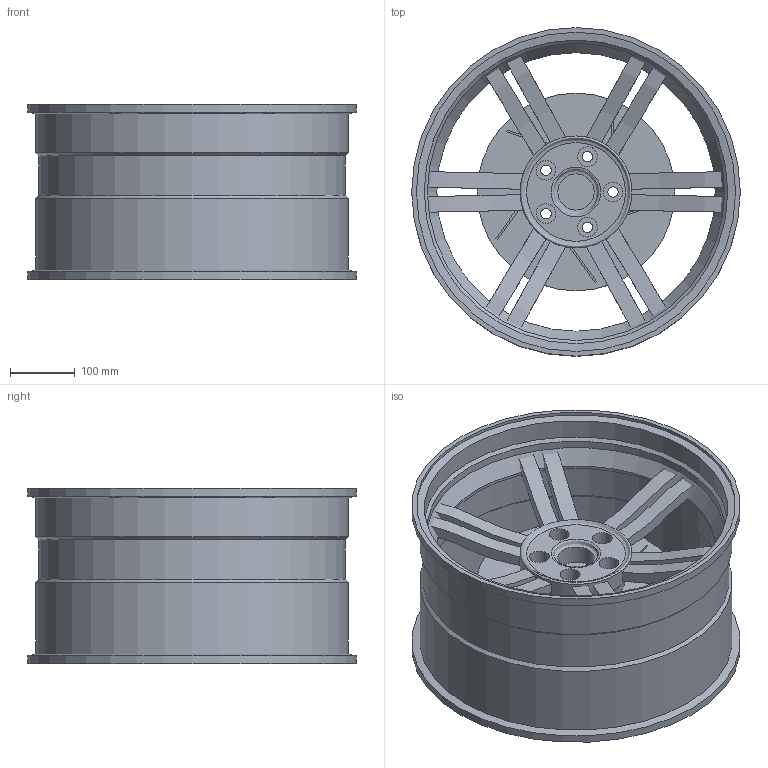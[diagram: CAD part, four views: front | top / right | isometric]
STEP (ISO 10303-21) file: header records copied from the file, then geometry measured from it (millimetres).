
FILE_DESCRIPTION((('zoo.dev export')), '2;1');
FILE_NAME('dump.step', '1970-01-01T00:00:00.0+00:00', ('Author unknown'), ('Organization unknown'), 'zoo.dev beta', 'zoo.dev', 'Authorization unknown');
FILE_SCHEMA(('AP203_CONFIGURATION_CONTROLLED_3D_DESIGN_OF_MECHANICAL_PARTS_AND_ASSEMBLIES_MIM_LF'));
Length unit declared in the file: metre
Products named in the file (35): UNIDENTIFIED_PRODUCT
Bounding box: 506.73 x 506.73 x 270.13 mm (x, y, z)
Volume: 6373547.1 mm3; surface area: 1593444.7 mm2
Topology: 36 solids, 36 shells, 244 faces, 469 edges, 304 vertices
Faces by surface type: plane 143, cylinder 64, bspline 37
Full cylindrical faces by diameter (mm): 12.7 x16, 16 x5, 16.002 x15, 30.48 x5, 55.88 x1, 76.2 x3, 152.4 x4, 172.72 x1, 304.8 x2, 429.514 x1, 458.47 x2, 468.122 x2, 472.948 x1, 482.6 x2, 492.252 x2, 506.73 x2
Entity records: 6611 total; most frequent: CARTESIAN_POINT 1595, DIRECTION 821, ORIENTED_EDGE 784, EDGE_CURVE 472, EDGE_LOOP 388, FACE_BOUND 388, AXIS2_PLACEMENT_3D 335, VERTEX_POINT 304
